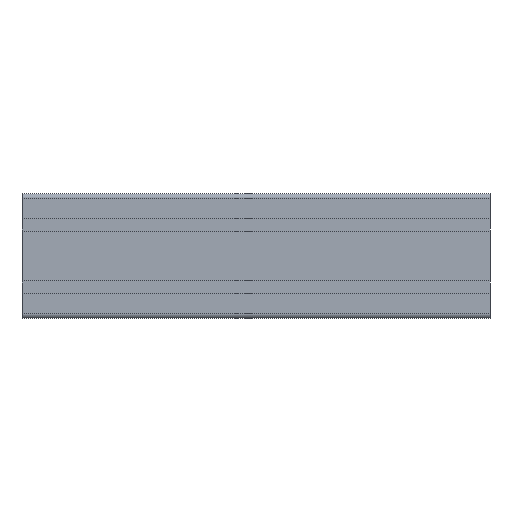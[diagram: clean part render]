
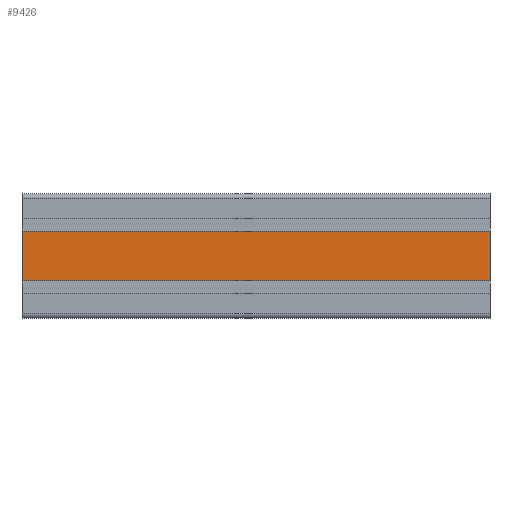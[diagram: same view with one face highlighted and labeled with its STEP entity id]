
A CAD part, left-side view. The second image highlights one B-rep face of the part: STEP entity #9426.
In plain terms, the highlighted face is planar.
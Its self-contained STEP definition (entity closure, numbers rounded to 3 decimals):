
#1809 = LINE ( 'NONE', #1826, #3877 ) ;
#1826 = CARTESIAN_POINT ( 'NONE',  ( 20., -15.9, -300. ) ) ;
#1831 = DIRECTION ( 'NONE',  ( 0., 0., 1. ) ) ;
#3776 = VECTOR ( 'NONE', #9740, 1000. ) ;
#3824 = VECTOR ( 'NONE', #9789, 1000. ) ;
#3835 = VECTOR ( 'NONE', #7816, 1000. ) ;
#3874 = AXIS2_PLACEMENT_3D ( 'NONE', #8352, #8348, #8320 ) ;
#3877 = VECTOR ( 'NONE', #1831, 1000. ) ;
#4775 = VERTEX_POINT ( 'NONE', #7307 ) ;
#4777 = VERTEX_POINT ( 'NONE', #7285 ) ;
#4793 = VERTEX_POINT ( 'NONE', #7309 ) ;
#4807 = VERTEX_POINT ( 'NONE', #7352 ) ;
#5630 = ORIENTED_EDGE ( 'NONE', *, *, #9231, .T. ) ;
#5635 = ORIENTED_EDGE ( 'NONE', *, *, #9264, .F. ) ;
#5663 = ORIENTED_EDGE ( 'NONE', *, *, #9279, .F. ) ;
#5671 = ORIENTED_EDGE ( 'NONE', *, *, #9222, .T. ) ;
#5815 = EDGE_LOOP ( 'NONE', ( #5635, #5663, #5630, #5671 ) ) ;
#7285 = CARTESIAN_POINT ( 'NONE',  ( 20., -15.9, 0. ) ) ;
#7307 = CARTESIAN_POINT ( 'NONE',  ( 20., 15.9, 0. ) ) ;
#7309 = CARTESIAN_POINT ( 'NONE',  ( 20., -15.9, -300. ) ) ;
#7352 = CARTESIAN_POINT ( 'NONE',  ( 20., 15.9, -300. ) ) ;
#7816 = DIRECTION ( 'NONE',  ( 0., 1., 0. ) ) ;
#7820 = CARTESIAN_POINT ( 'NONE',  ( 20., -15.9, 0. ) ) ;
#7843 = LINE ( 'NONE', #7820, #3835 ) ;
#8320 = DIRECTION ( 'NONE',  ( 0., 0., -1. ) ) ;
#8332 = FACE_OUTER_BOUND ( 'NONE', #5815, .T. ) ;
#8348 = DIRECTION ( 'NONE',  ( 1., 0., 0. ) ) ;
#8352 = CARTESIAN_POINT ( 'NONE',  ( 20., -15.9, -300. ) ) ;
#8357 = PLANE ( 'NONE',  #3874 ) ;
#9222 = EDGE_CURVE ( 'NONE', #4807, #4775, #9764, .T. ) ;
#9231 = EDGE_CURVE ( 'NONE', #4793, #4807, #9799, .T. ) ;
#9264 = EDGE_CURVE ( 'NONE', #4777, #4775, #7843, .T. ) ;
#9279 = EDGE_CURVE ( 'NONE', #4793, #4777, #1809, .T. ) ;
#9426 = ADVANCED_FACE ( 'PLANAR_22', ( #8332 ), #8357, .T. ) ;
#9740 = DIRECTION ( 'NONE',  ( 0., 0., 1. ) ) ;
#9755 = CARTESIAN_POINT ( 'NONE',  ( 20., 15.9, -300. ) ) ;
#9764 = LINE ( 'NONE', #9755, #3776 ) ;
#9778 = CARTESIAN_POINT ( 'NONE',  ( 20., -15.9, -300. ) ) ;
#9789 = DIRECTION ( 'NONE',  ( 0., 1., 0. ) ) ;
#9799 = LINE ( 'NONE', #9778, #3824 ) ;
